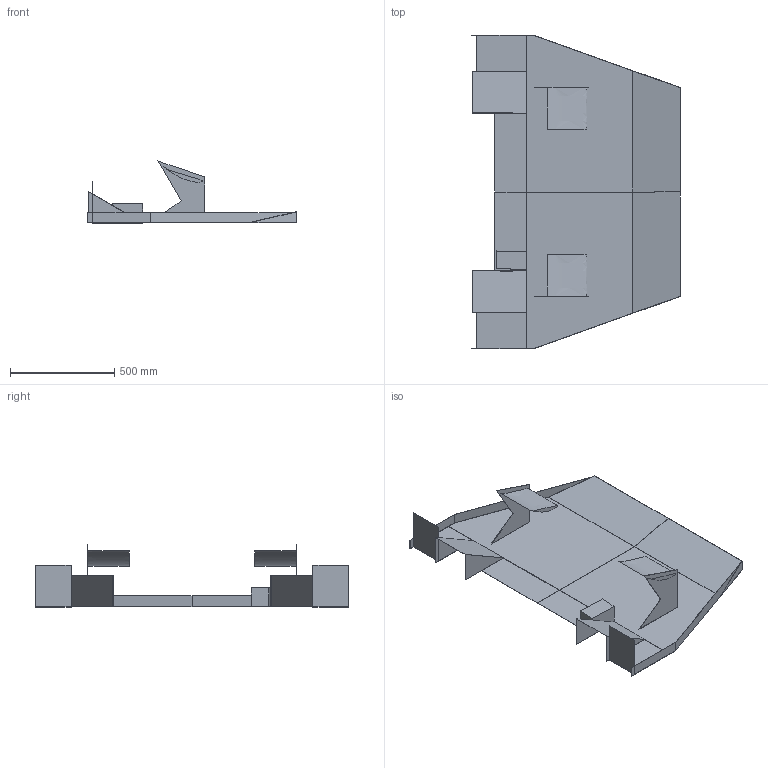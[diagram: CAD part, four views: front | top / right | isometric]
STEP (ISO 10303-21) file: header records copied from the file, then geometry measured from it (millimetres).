
FILE_DESCRIPTION(('CATIA V5 STEP Exchange'),'2;1');
FILE_NAME('sideskirt.stp','2018-12-22T19:08:16+00:00',('none'),('none'),'CATIA Version 5 Release 17 (IN-10)','CATIA V5 STEP AP203','none');
FILE_SCHEMA(('CONFIG_CONTROL_DESIGN'));
Length unit declared in the file: millimetre
Products named in the file (1): sideskirt
Assembly tree (11 placements, depth 2):
  sideskirt
    #56
    #231
    #505
    #976
    #1217
    #1688
    #1929
    #2203
    #2444
    #2685
    #5307
Bounding box: 1000 x 1502 x 297.75 mm (x, y, z)
Volume: 3713984.7 mm3; surface area: 3432401.5 mm2
Topology: 13 solids, 13 shells, 112 faces, 246 edges, 162 vertices
Faces by surface type: plane 108, bspline 4
Entity records: 7898 total; most frequent: CARTESIAN_POINT 5244, ORIENTED_EDGE 492, DIRECTION 474, EDGE_CURVE 246, VECTOR 234, LINE 234, VERTEX_POINT 162, AXIS2_PLACEMENT_3D 120
